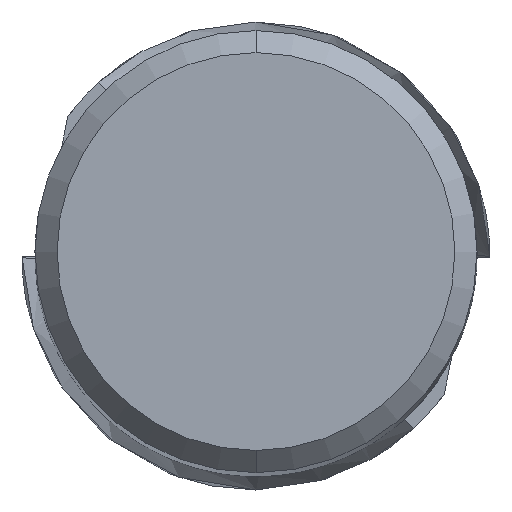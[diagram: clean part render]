
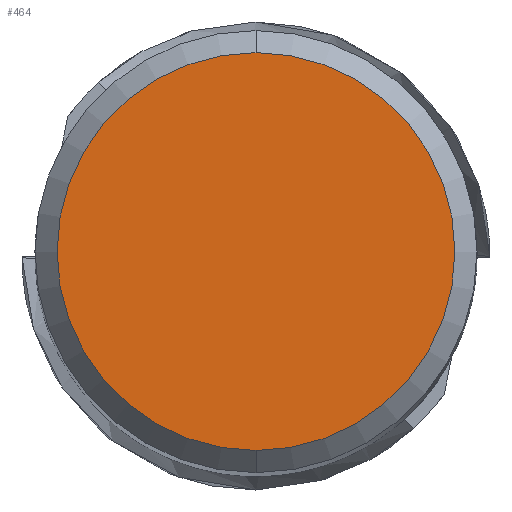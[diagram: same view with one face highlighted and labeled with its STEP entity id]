
A CAD part, top view. The second image highlights one B-rep face of the part: STEP entity #464.
In plain terms, the highlighted planar face has unit normal (0, 0, 1).
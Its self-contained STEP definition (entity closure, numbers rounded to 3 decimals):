
#464=ADVANCED_FACE('',(#1138),#1139,.T.);
#662=VERTEX_POINT('',#1348);
#812=EDGE_CURVE('',#882,#662,#1513,.T.);
#840=EDGE_CURVE('',#662,#882,#1544,.T.);
#882=VERTEX_POINT('',#1590);
#1138=FACE_OUTER_BOUND('',#2688,.T.);
#1139=PLANE('',#2689);
#1348=CARTESIAN_POINT('',(0.,-5.4,0.0));
#1513=CIRCLE('',#4774,5.4);
#1544=CIRCLE('',#4832,5.4);
#1590=CARTESIAN_POINT('',(0.0,5.4,0.0));
#2688=EDGE_LOOP('',(#5703,#5704));
#2689=AXIS2_PLACEMENT_3D('',#5705,#5706,#5707);
#4774=AXIS2_PLACEMENT_3D('',#6073,#6074,#6075);
#4832=AXIS2_PLACEMENT_3D('',#6128,#6129,#6130);
#5703=ORIENTED_EDGE('',*,*,#812,.F.);
#5704=ORIENTED_EDGE('',*,*,#840,.F.);
#5705=CARTESIAN_POINT('',(0.0,2.7,0.0));
#5706=DIRECTION('',(-0.0,0.0,1.0));
#5707=DIRECTION('',(0.0,-1.0,0.0));
#6073=CARTESIAN_POINT('',(0.0,0.0,0.0));
#6074=DIRECTION('',(0.0,0.0,-1.0));
#6075=DIRECTION('',(0.0,1.0,0.0));
#6128=CARTESIAN_POINT('',(0.0,0.0,0.0));
#6129=DIRECTION('',(0.0,0.0,-1.0));
#6130=DIRECTION('',(0.0,1.0,0.0));
